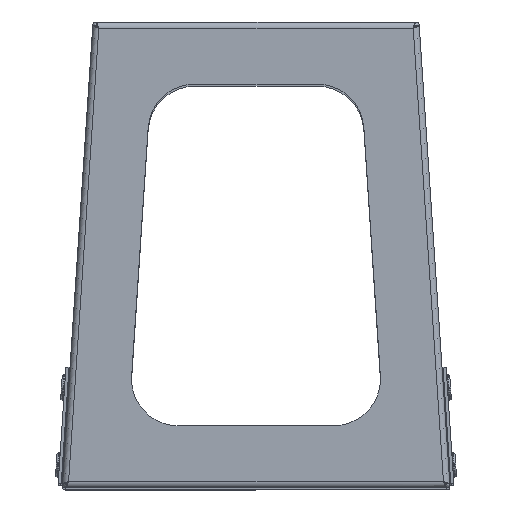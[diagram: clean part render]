
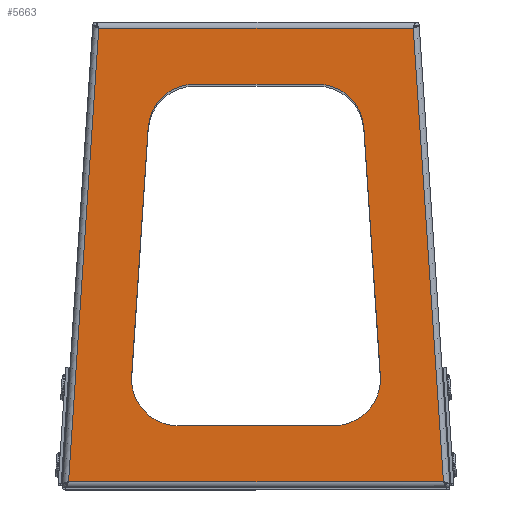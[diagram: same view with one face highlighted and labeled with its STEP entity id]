
A CAD part, top view. The second image highlights one B-rep face of the part: STEP entity #5663.
In plain terms, the highlighted planar face has unit normal (0, 0, 1).
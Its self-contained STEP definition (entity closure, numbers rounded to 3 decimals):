
#9 = DIRECTION ( 'NONE',  ( 1., 0., 0. ) ) ;
#134 = EDGE_CURVE ( 'NONE', #3766, #4334, #5857, .T. ) ;
#209 = AXIS2_PLACEMENT_3D ( 'NONE', #8345, #9446, #5159 ) ;
#1145 = CARTESIAN_POINT ( 'NONE',  ( 0., 0., 0. ) ) ;
#1149 = ORIENTED_EDGE ( 'NONE', *, *, #10400, .F. ) ;
#1180 = VECTOR ( 'NONE', #9, 1000. ) ;
#1378 = LINE ( 'NONE', #11078, #11200 ) ;
#2053 = CARTESIAN_POINT ( 'NONE',  ( -39.511, 110., 0. ) ) ;
#2083 = DIRECTION ( 'NONE',  ( 1., 0., 0. ) ) ;
#2330 = DIRECTION ( 'NONE',  ( -1., 0., 0. ) ) ;
#2525 = DIRECTION ( 'NONE',  ( -1., 0., 0. ) ) ;
#2722 = CARTESIAN_POINT ( 'NONE',  ( -80.112, -78.004, 0. ) ) ;
#2772 = VERTEX_POINT ( 'NONE', #7771 ) ;
#2793 = CARTESIAN_POINT ( 'NONE',  ( -69.445, 81.996, 0. ) ) ;
#2835 = VECTOR ( 'NONE', #7983, 1000. ) ;
#3028 = VERTEX_POINT ( 'NONE', #10801 ) ;
#3387 = EDGE_CURVE ( 'NONE', #6312, #3766, #12394, .T. ) ;
#3632 = LINE ( 'NONE', #7937, #9182 ) ;
#3719 = EDGE_CURVE ( 'NONE', #6400, #11786, #8732, .T. ) ;
#3763 = DIRECTION ( 'NONE',  ( 0., 0., 1. ) ) ;
#3766 = VERTEX_POINT ( 'NONE', #2053 ) ;
#3829 = DIRECTION ( 'NONE',  ( 1., 0., 0. ) ) ;
#3895 = VECTOR ( 'NONE', #11620, 1000. ) ;
#4294 = CARTESIAN_POINT ( 'NONE',  ( 120.862, -148.06, 0. ) ) ;
#4334 = VERTEX_POINT ( 'NONE', #2793 ) ;
#4496 = CARTESIAN_POINT ( 'NONE',  ( 50.178, -80., 0. ) ) ;
#4651 = CARTESIAN_POINT ( 'NONE',  ( -120.724, -146., 0. ) ) ;
#4773 = CARTESIAN_POINT ( 'NONE',  ( -101.258, 146., 0. ) ) ;
#4846 = ORIENTED_EDGE ( 'NONE', *, *, #11049, .F. ) ;
#4957 = VERTEX_POINT ( 'NONE', #13489 ) ;
#5128 = VECTOR ( 'NONE', #9781, 1000. ) ;
#5159 = DIRECTION ( 'NONE',  ( -1., 0., 0. ) ) ;
#5256 = DIRECTION ( 'NONE',  ( -1., 0., 0. ) ) ;
#5372 = FACE_OUTER_BOUND ( 'NONE', #13026, .T. ) ;
#5452 = DIRECTION ( 'NONE',  ( 0., 0., 1. ) ) ;
#5518 = ORIENTED_EDGE ( 'NONE', *, *, #8279, .F. ) ;
#5663 = ADVANCED_FACE ( 'NONE', ( #11711, #5372 ), #12767, .T. ) ;
#5751 = DIRECTION ( 'NONE',  ( -0.067, -0.998, 0. ) ) ;
#5799 = CARTESIAN_POINT ( 'NONE',  ( -39.511, 110., 0. ) ) ;
#5857 = CIRCLE ( 'NONE', #12801, 30. ) ;
#6261 = ORIENTED_EDGE ( 'NONE', *, *, #9399, .T. ) ;
#6312 = VERTEX_POINT ( 'NONE', #13196 ) ;
#6353 = LINE ( 'NONE', #4294, #3895 ) ;
#6400 = VERTEX_POINT ( 'NONE', #4651 ) ;
#6685 = DIRECTION ( 'NONE',  ( 0., 0., 1. ) ) ;
#6807 = AXIS2_PLACEMENT_3D ( 'NONE', #1145, #5452, #2083 ) ;
#6983 = EDGE_CURVE ( 'NONE', #10141, #13667, #11457, .T. ) ;
#7017 = DIRECTION ( 'NONE',  ( -1., 0., 0. ) ) ;
#7221 = EDGE_LOOP ( 'NONE', ( #5518, #11504, #9373, #13042, #10945, #9162, #1149, #13541, #4846 ) ) ;
#7242 = AXIS2_PLACEMENT_3D ( 'NONE', #13575, #12148, #2525 ) ;
#7692 = EDGE_CURVE ( 'NONE', #13606, #10753, #10476, .T. ) ;
#7771 = CARTESIAN_POINT ( 'NONE',  ( 80.178, -80., 0. ) ) ;
#7937 = CARTESIAN_POINT ( 'NONE',  ( 80.112, -78.004, 0. ) ) ;
#7983 = DIRECTION ( 'NONE',  ( -0.067, -0.998, 0. ) ) ;
#8157 = ORIENTED_EDGE ( 'NONE', *, *, #6983, .T. ) ;
#8158 = CIRCLE ( 'NONE', #7242, 30. ) ;
#8279 = EDGE_CURVE ( 'NONE', #10753, #2772, #8158, .T. ) ;
#8345 = CARTESIAN_POINT ( 'NONE',  ( -50.178, -80., 0. ) ) ;
#8456 = CARTESIAN_POINT ( 'NONE',  ( -50.178, -110., 0. ) ) ;
#8692 = CIRCLE ( 'NONE', #12502, 30. ) ;
#8732 = LINE ( 'NONE', #9846, #5128 ) ;
#8750 = CIRCLE ( 'NONE', #209, 30. ) ;
#8840 = VECTOR ( 'NONE', #5256, 1000. ) ;
#9013 = LINE ( 'NONE', #13329, #2835 ) ;
#9044 = CARTESIAN_POINT ( 'NONE',  ( 39.511, 80., 0. ) ) ;
#9090 = ORIENTED_EDGE ( 'NONE', *, *, #3719, .T. ) ;
#9093 = CARTESIAN_POINT ( 'NONE',  ( -39.511, 80., 0. ) ) ;
#9162 = ORIENTED_EDGE ( 'NONE', *, *, #3387, .F. ) ;
#9182 = VECTOR ( 'NONE', #11144, 1000. ) ;
#9373 = ORIENTED_EDGE ( 'NONE', *, *, #13185, .F. ) ;
#9399 = EDGE_CURVE ( 'NONE', #11786, #10141, #6353, .T. ) ;
#9446 = DIRECTION ( 'NONE',  ( 0., 0., 1. ) ) ;
#9475 = CARTESIAN_POINT ( 'NONE',  ( 103.06, 146., 0. ) ) ;
#9773 = CARTESIAN_POINT ( 'NONE',  ( -50.178, -110., 0. ) ) ;
#9781 = DIRECTION ( 'NONE',  ( 1., 0., 0. ) ) ;
#9846 = CARTESIAN_POINT ( 'NONE',  ( -122.789, -146., 0. ) ) ;
#10138 = DIRECTION ( 'NONE',  ( -1., 0., 0. ) ) ;
#10141 = VERTEX_POINT ( 'NONE', #13784 ) ;
#10376 = VERTEX_POINT ( 'NONE', #2722 ) ;
#10400 = EDGE_CURVE ( 'NONE', #3028, #6312, #11814, .T. ) ;
#10476 = LINE ( 'NONE', #8456, #1180 ) ;
#10659 = EDGE_CURVE ( 'NONE', #13667, #6400, #9013, .T. ) ;
#10691 = CARTESIAN_POINT ( 'NONE',  ( 120.724, -146., 0. ) ) ;
#10753 = VERTEX_POINT ( 'NONE', #13598 ) ;
#10801 = CARTESIAN_POINT ( 'NONE',  ( 69.445, 81.996, 0. ) ) ;
#10921 = VECTOR ( 'NONE', #10138, 1000. ) ;
#10945 = ORIENTED_EDGE ( 'NONE', *, *, #134, .F. ) ;
#11049 = EDGE_CURVE ( 'NONE', #2772, #4957, #8692, .T. ) ;
#11078 = CARTESIAN_POINT ( 'NONE',  ( -69.445, 81.996, 0. ) ) ;
#11144 = DIRECTION ( 'NONE',  ( -0.067, 0.998, 0. ) ) ;
#11200 = VECTOR ( 'NONE', #5751, 1000. ) ;
#11457 = LINE ( 'NONE', #9475, #8840 ) ;
#11504 = ORIENTED_EDGE ( 'NONE', *, *, #7692, .F. ) ;
#11595 = AXIS2_PLACEMENT_3D ( 'NONE', #9044, #12139, #7017 ) ;
#11620 = DIRECTION ( 'NONE',  ( -0.067, 0.998, 0. ) ) ;
#11711 = FACE_BOUND ( 'NONE', #7221, .T. ) ;
#11786 = VERTEX_POINT ( 'NONE', #10691 ) ;
#11814 = CIRCLE ( 'NONE', #11595, 30. ) ;
#12139 = DIRECTION ( 'NONE',  ( 0., 0., 1. ) ) ;
#12148 = DIRECTION ( 'NONE',  ( 0., 0., 1. ) ) ;
#12394 = LINE ( 'NONE', #5799, #10921 ) ;
#12502 = AXIS2_PLACEMENT_3D ( 'NONE', #4496, #6685, #2330 ) ;
#12762 = EDGE_CURVE ( 'NONE', #4334, #10376, #1378, .T. ) ;
#12767 = PLANE ( 'NONE',  #6807 ) ;
#12801 = AXIS2_PLACEMENT_3D ( 'NONE', #9093, #3763, #3829 ) ;
#12965 = EDGE_CURVE ( 'NONE', #4957, #3028, #3632, .T. ) ;
#13026 = EDGE_LOOP ( 'NONE', ( #13778, #9090, #6261, #8157 ) ) ;
#13042 = ORIENTED_EDGE ( 'NONE', *, *, #12762, .F. ) ;
#13185 = EDGE_CURVE ( 'NONE', #10376, #13606, #8750, .T. ) ;
#13196 = CARTESIAN_POINT ( 'NONE',  ( 39.511, 110., 0. ) ) ;
#13329 = CARTESIAN_POINT ( 'NONE',  ( -101.138, 147.799, 0. ) ) ;
#13489 = CARTESIAN_POINT ( 'NONE',  ( 80.112, -78.004, 0. ) ) ;
#13541 = ORIENTED_EDGE ( 'NONE', *, *, #12965, .F. ) ;
#13575 = CARTESIAN_POINT ( 'NONE',  ( 50.178, -80., 0. ) ) ;
#13598 = CARTESIAN_POINT ( 'NONE',  ( 50.178, -110., 0. ) ) ;
#13606 = VERTEX_POINT ( 'NONE', #9773 ) ;
#13667 = VERTEX_POINT ( 'NONE', #4773 ) ;
#13778 = ORIENTED_EDGE ( 'NONE', *, *, #10659, .T. ) ;
#13784 = CARTESIAN_POINT ( 'NONE',  ( 101.258, 146., 0. ) ) ;
